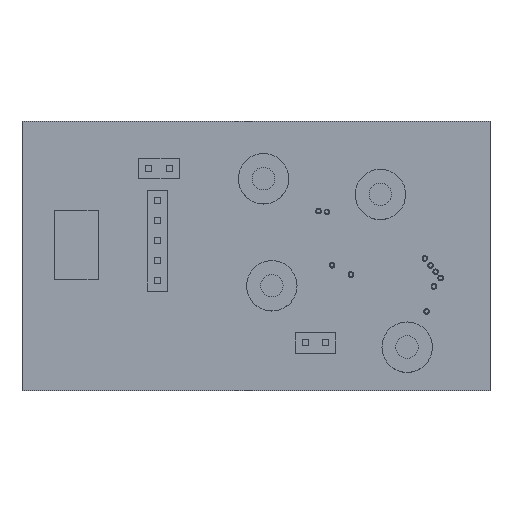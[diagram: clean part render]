
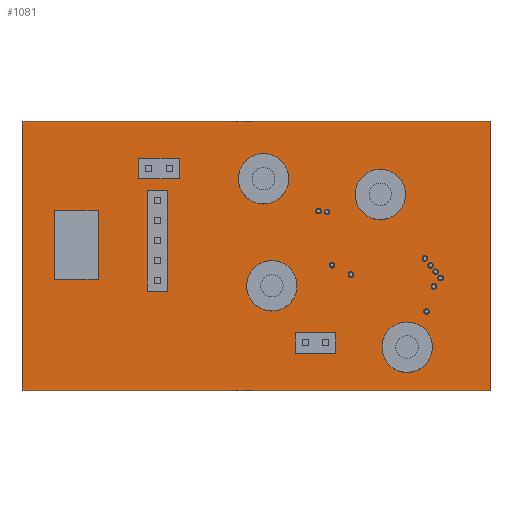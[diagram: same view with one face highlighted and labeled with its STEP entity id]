
A CAD part, top view. The second image highlights one B-rep face of the part: STEP entity #1081.
In plain terms, the highlighted planar face has unit normal (0, 0, 1).
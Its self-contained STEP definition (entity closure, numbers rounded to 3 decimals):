
#124 = VERTEX_POINT('',#125);
#125 = CARTESIAN_POINT('',(33.05,-18.,0.411));
#131 = EDGE_CURVE('',#124,#132,#134,.T.);
#132 = VERTEX_POINT('',#133);
#133 = CARTESIAN_POINT('',(33.05,15.95,0.411));
#134 = LINE('',#135,#136);
#135 = CARTESIAN_POINT('',(33.05,-18.,0.411));
#136 = VECTOR('',#137,1.);
#137 = DIRECTION('',(0.,1.,0.));
#162 = EDGE_CURVE('',#132,#163,#165,.T.);
#163 = VERTEX_POINT('',#164);
#164 = CARTESIAN_POINT('',(-25.95,15.95,0.411));
#165 = LINE('',#166,#167);
#166 = CARTESIAN_POINT('',(33.05,15.95,0.411));
#167 = VECTOR('',#168,1.);
#168 = DIRECTION('',(-1.,0.,0.));
#193 = EDGE_CURVE('',#163,#194,#196,.T.);
#194 = VERTEX_POINT('',#195);
#195 = CARTESIAN_POINT('',(-25.95,-18.,0.411));
#196 = LINE('',#197,#198);
#197 = CARTESIAN_POINT('',(-25.95,15.95,0.411));
#198 = VECTOR('',#199,1.);
#199 = DIRECTION('',(0.,-1.,0.));
#224 = EDGE_CURVE('',#194,#124,#225,.T.);
#225 = LINE('',#226,#227);
#226 = CARTESIAN_POINT('',(-25.95,-18.,0.411));
#227 = VECTOR('',#228,1.);
#228 = DIRECTION('',(1.,0.,0.));
#248 = VERTEX_POINT('',#249);
#249 = CARTESIAN_POINT('',(-8.45,-1.64,0.411));
#255 = EDGE_CURVE('',#248,#248,#256,.T.);
#256 = CIRCLE('',#257,0.45);
#257 = AXIS2_PLACEMENT_3D('',#258,#259,#260);
#258 = CARTESIAN_POINT('',(-8.9,-1.64,0.411));
#259 = DIRECTION('',(0.,0.,1.));
#260 = DIRECTION('',(1.,0.,0.));
#281 = VERTEX_POINT('',#282);
#282 = CARTESIAN_POINT('',(-8.45,0.9,0.411));
#288 = EDGE_CURVE('',#281,#281,#289,.T.);
#289 = CIRCLE('',#290,0.45);
#290 = AXIS2_PLACEMENT_3D('',#291,#292,#293);
#291 = CARTESIAN_POINT('',(-8.9,0.9,0.411));
#292 = DIRECTION('',(0.,0.,1.));
#293 = DIRECTION('',(1.,0.,0.));
#314 = VERTEX_POINT('',#315);
#315 = CARTESIAN_POINT('',(10.23,-12.,0.411));
#321 = EDGE_CURVE('',#314,#314,#322,.T.);
#322 = CIRCLE('',#323,0.45);
#323 = AXIS2_PLACEMENT_3D('',#324,#325,#326);
#324 = CARTESIAN_POINT('',(9.78,-12.,0.411));
#325 = DIRECTION('',(0.,0.,1.));
#326 = DIRECTION('',(1.,0.,0.));
#347 = VERTEX_POINT('',#348);
#348 = CARTESIAN_POINT('',(-8.45,-4.18,0.411));
#354 = EDGE_CURVE('',#347,#347,#355,.T.);
#355 = CIRCLE('',#356,0.45);
#356 = AXIS2_PLACEMENT_3D('',#357,#358,#359);
#357 = CARTESIAN_POINT('',(-8.9,-4.18,0.411));
#358 = DIRECTION('',(0.,0.,1.));
#359 = DIRECTION('',(1.,0.,0.));
#380 = VERTEX_POINT('',#381);
#381 = CARTESIAN_POINT('',(7.023,-4.795,0.411));
#387 = EDGE_CURVE('',#380,#380,#388,.T.);
#388 = CIRCLE('',#389,1.473);
#389 = AXIS2_PLACEMENT_3D('',#390,#391,#392);
#390 = CARTESIAN_POINT('',(5.55,-4.795,0.411));
#391 = DIRECTION('',(0.,0.,1.));
#392 = DIRECTION('',(1.,0.,0.));
#413 = VERTEX_POINT('',#414);
#414 = CARTESIAN_POINT('',(-8.45,3.44,0.411));
#420 = EDGE_CURVE('',#413,#413,#421,.T.);
#421 = CIRCLE('',#422,0.45);
#422 = AXIS2_PLACEMENT_3D('',#423,#424,#425);
#423 = CARTESIAN_POINT('',(-8.9,3.44,0.411));
#424 = DIRECTION('',(0.,0.,1.));
#425 = DIRECTION('',(1.,0.,0.));
#446 = VERTEX_POINT('',#447);
#447 = CARTESIAN_POINT('',(-9.5,10.,0.411));
#453 = EDGE_CURVE('',#446,#446,#454,.T.);
#454 = CIRCLE('',#455,0.45);
#455 = AXIS2_PLACEMENT_3D('',#456,#457,#458);
#456 = CARTESIAN_POINT('',(-9.95,10.,0.411));
#457 = DIRECTION('',(0.,0.,1.));
#458 = DIRECTION('',(1.,0.,0.));
#479 = VERTEX_POINT('',#480);
#480 = CARTESIAN_POINT('',(-8.45,5.98,0.411));
#486 = EDGE_CURVE('',#479,#479,#487,.T.);
#487 = CIRCLE('',#488,0.45);
#488 = AXIS2_PLACEMENT_3D('',#489,#490,#491);
#489 = CARTESIAN_POINT('',(-8.9,5.98,0.411));
#490 = DIRECTION('',(0.,0.,1.));
#491 = DIRECTION('',(1.,0.,0.));
#512 = VERTEX_POINT('',#513);
#513 = CARTESIAN_POINT('',(11.68,4.625,0.411));
#519 = EDGE_CURVE('',#512,#512,#520,.T.);
#520 = CIRCLE('',#521,0.255);
#521 = AXIS2_PLACEMENT_3D('',#522,#523,#524);
#522 = CARTESIAN_POINT('',(11.425,4.625,0.411));
#523 = DIRECTION('',(0.,0.,1.));
#524 = DIRECTION('',(1.,0.,0.));
#545 = VERTEX_POINT('',#546);
#546 = CARTESIAN_POINT('',(-6.96,10.,0.411));
#552 = EDGE_CURVE('',#545,#545,#553,.T.);
#553 = CIRCLE('',#554,0.45);
#554 = AXIS2_PLACEMENT_3D('',#555,#556,#557);
#555 = CARTESIAN_POINT('',(-7.41,10.,0.411));
#556 = DIRECTION('',(0.,0.,1.));
#557 = DIRECTION('',(1.,0.,0.));
#578 = VERTEX_POINT('',#579);
#579 = CARTESIAN_POINT('',(5.973,8.7,0.411));
#585 = EDGE_CURVE('',#578,#578,#586,.T.);
#586 = CIRCLE('',#587,1.473);
#587 = AXIS2_PLACEMENT_3D('',#588,#589,#590);
#588 = CARTESIAN_POINT('',(4.5,8.7,0.411));
#589 = DIRECTION('',(0.,0.,1.));
#590 = DIRECTION('',(1.,0.,0.));
#611 = VERTEX_POINT('',#612);
#612 = CARTESIAN_POINT('',(12.77,-12.,0.411));
#618 = EDGE_CURVE('',#611,#611,#619,.T.);
#619 = CIRCLE('',#620,0.45);
#620 = AXIS2_PLACEMENT_3D('',#621,#622,#623);
#621 = CARTESIAN_POINT('',(12.32,-12.,0.411));
#622 = DIRECTION('',(0.,0.,1.));
#623 = DIRECTION('',(1.,0.,0.));
#644 = VERTEX_POINT('',#645);
#645 = CARTESIAN_POINT('',(15.779,-3.375,0.411));
#651 = EDGE_CURVE('',#644,#644,#652,.T.);
#652 = CIRCLE('',#653,0.255);
#653 = AXIS2_PLACEMENT_3D('',#654,#655,#656);
#654 = CARTESIAN_POINT('',(15.524,-3.375,0.411));
#655 = DIRECTION('',(0.,0.,1.));
#656 = DIRECTION('',(1.,0.,0.));
#677 = VERTEX_POINT('',#678);
#678 = CARTESIAN_POINT('',(24.073,-12.525,0.411));
#684 = EDGE_CURVE('',#677,#677,#685,.T.);
#685 = CIRCLE('',#686,1.473);
#686 = AXIS2_PLACEMENT_3D('',#687,#688,#689);
#687 = CARTESIAN_POINT('',(22.6,-12.525,0.411));
#688 = DIRECTION('',(0.,0.,1.));
#689 = DIRECTION('',(1.,0.,0.));
#710 = VERTEX_POINT('',#711);
#711 = CARTESIAN_POINT('',(25.318,-8.007,0.411));
#717 = EDGE_CURVE('',#710,#710,#718,.T.);
#718 = CIRCLE('',#719,0.255);
#719 = AXIS2_PLACEMENT_3D('',#720,#721,#722);
#720 = CARTESIAN_POINT('',(25.063,-8.007,0.411));
#721 = DIRECTION('',(0.,0.,1.));
#722 = DIRECTION('',(1.,0.,0.));
#743 = VERTEX_POINT('',#744);
#744 = CARTESIAN_POINT('',(26.23,-4.875,0.411));
#750 = EDGE_CURVE('',#743,#743,#751,.T.);
#751 = CIRCLE('',#752,0.255);
#752 = AXIS2_PLACEMENT_3D('',#753,#754,#755);
#753 = CARTESIAN_POINT('',(25.975,-4.875,0.411));
#754 = DIRECTION('',(0.,0.,1.));
#755 = DIRECTION('',(1.,0.,0.));
#776 = VERTEX_POINT('',#777);
#777 = CARTESIAN_POINT('',(27.08,-3.816,0.411));
#783 = EDGE_CURVE('',#776,#776,#784,.T.);
#784 = CIRCLE('',#785,0.255);
#785 = AXIS2_PLACEMENT_3D('',#786,#787,#788);
#786 = CARTESIAN_POINT('',(26.825,-3.816,0.411));
#787 = DIRECTION('',(0.,0.,1.));
#788 = DIRECTION('',(1.,0.,0.));
#809 = VERTEX_POINT('',#810);
#810 = CARTESIAN_POINT('',(13.405,-2.2,0.411));
#816 = EDGE_CURVE('',#809,#809,#817,.T.);
#817 = CIRCLE('',#818,0.255);
#818 = AXIS2_PLACEMENT_3D('',#819,#820,#821);
#819 = CARTESIAN_POINT('',(13.15,-2.2,0.411));
#820 = DIRECTION('',(0.,0.,1.));
#821 = DIRECTION('',(1.,0.,0.));
#842 = VERTEX_POINT('',#843);
#843 = CARTESIAN_POINT('',(12.73,4.525,0.411));
#849 = EDGE_CURVE('',#842,#842,#850,.T.);
#850 = CIRCLE('',#851,0.255);
#851 = AXIS2_PLACEMENT_3D('',#852,#853,#854);
#852 = CARTESIAN_POINT('',(12.475,4.525,0.411));
#853 = DIRECTION('',(0.,0.,1.));
#854 = DIRECTION('',(1.,0.,0.));
#875 = VERTEX_POINT('',#876);
#876 = CARTESIAN_POINT('',(20.698,6.725,0.411));
#882 = EDGE_CURVE('',#875,#875,#883,.T.);
#883 = CIRCLE('',#884,1.473);
#884 = AXIS2_PLACEMENT_3D('',#885,#886,#887);
#885 = CARTESIAN_POINT('',(19.225,6.725,0.411));
#886 = DIRECTION('',(0.,0.,1.));
#887 = DIRECTION('',(1.,0.,0.));
#908 = VERTEX_POINT('',#909);
#909 = CARTESIAN_POINT('',(26.455,-3.025,0.411));
#915 = EDGE_CURVE('',#908,#908,#916,.T.);
#916 = CIRCLE('',#917,0.255);
#917 = AXIS2_PLACEMENT_3D('',#918,#919,#920);
#918 = CARTESIAN_POINT('',(26.2,-3.025,0.411));
#919 = DIRECTION('',(0.,0.,1.));
#920 = DIRECTION('',(1.,0.,0.));
#941 = VERTEX_POINT('',#942);
#942 = CARTESIAN_POINT('',(25.105,-1.336,0.411));
#948 = EDGE_CURVE('',#941,#941,#949,.T.);
#949 = CIRCLE('',#950,0.255);
#950 = AXIS2_PLACEMENT_3D('',#951,#952,#953);
#951 = CARTESIAN_POINT('',(24.85,-1.336,0.411));
#952 = DIRECTION('',(0.,0.,1.));
#953 = DIRECTION('',(1.,0.,0.));
#974 = VERTEX_POINT('',#975);
#975 = CARTESIAN_POINT('',(25.805,-2.225,0.411));
#981 = EDGE_CURVE('',#974,#974,#982,.T.);
#982 = CIRCLE('',#983,0.255);
#983 = AXIS2_PLACEMENT_3D('',#984,#985,#986);
#984 = CARTESIAN_POINT('',(25.55,-2.225,0.411));
#985 = DIRECTION('',(0.,0.,1.));
#986 = DIRECTION('',(1.,0.,0.));
#1081 = ADVANCED_FACE('',(#1082,#1088,#1091,#1094,#1097,#1100,#1103,
    #1106,#1109,#1112,#1115,#1118,#1121,#1124,#1127,#1130,#1133,#1136,
    #1139,#1142,#1145,#1148,#1151,#1154),#1157,.F.);
#1082 = FACE_BOUND('',#1083,.T.);
#1083 = EDGE_LOOP('',(#1084,#1085,#1086,#1087));
#1084 = ORIENTED_EDGE('',*,*,#131,.T.);
#1085 = ORIENTED_EDGE('',*,*,#162,.T.);
#1086 = ORIENTED_EDGE('',*,*,#193,.T.);
#1087 = ORIENTED_EDGE('',*,*,#224,.T.);
#1088 = FACE_BOUND('',#1089,.F.);
#1089 = EDGE_LOOP('',(#1090));
#1090 = ORIENTED_EDGE('',*,*,#255,.T.);
#1091 = FACE_BOUND('',#1092,.F.);
#1092 = EDGE_LOOP('',(#1093));
#1093 = ORIENTED_EDGE('',*,*,#288,.T.);
#1094 = FACE_BOUND('',#1095,.F.);
#1095 = EDGE_LOOP('',(#1096));
#1096 = ORIENTED_EDGE('',*,*,#321,.T.);
#1097 = FACE_BOUND('',#1098,.F.);
#1098 = EDGE_LOOP('',(#1099));
#1099 = ORIENTED_EDGE('',*,*,#354,.T.);
#1100 = FACE_BOUND('',#1101,.F.);
#1101 = EDGE_LOOP('',(#1102));
#1102 = ORIENTED_EDGE('',*,*,#387,.T.);
#1103 = FACE_BOUND('',#1104,.F.);
#1104 = EDGE_LOOP('',(#1105));
#1105 = ORIENTED_EDGE('',*,*,#420,.T.);
#1106 = FACE_BOUND('',#1107,.F.);
#1107 = EDGE_LOOP('',(#1108));
#1108 = ORIENTED_EDGE('',*,*,#453,.T.);
#1109 = FACE_BOUND('',#1110,.F.);
#1110 = EDGE_LOOP('',(#1111));
#1111 = ORIENTED_EDGE('',*,*,#486,.T.);
#1112 = FACE_BOUND('',#1113,.F.);
#1113 = EDGE_LOOP('',(#1114));
#1114 = ORIENTED_EDGE('',*,*,#519,.T.);
#1115 = FACE_BOUND('',#1116,.F.);
#1116 = EDGE_LOOP('',(#1117));
#1117 = ORIENTED_EDGE('',*,*,#552,.T.);
#1118 = FACE_BOUND('',#1119,.F.);
#1119 = EDGE_LOOP('',(#1120));
#1120 = ORIENTED_EDGE('',*,*,#585,.T.);
#1121 = FACE_BOUND('',#1122,.F.);
#1122 = EDGE_LOOP('',(#1123));
#1123 = ORIENTED_EDGE('',*,*,#618,.T.);
#1124 = FACE_BOUND('',#1125,.F.);
#1125 = EDGE_LOOP('',(#1126));
#1126 = ORIENTED_EDGE('',*,*,#651,.T.);
#1127 = FACE_BOUND('',#1128,.F.);
#1128 = EDGE_LOOP('',(#1129));
#1129 = ORIENTED_EDGE('',*,*,#684,.T.);
#1130 = FACE_BOUND('',#1131,.F.);
#1131 = EDGE_LOOP('',(#1132));
#1132 = ORIENTED_EDGE('',*,*,#717,.T.);
#1133 = FACE_BOUND('',#1134,.F.);
#1134 = EDGE_LOOP('',(#1135));
#1135 = ORIENTED_EDGE('',*,*,#750,.T.);
#1136 = FACE_BOUND('',#1137,.F.);
#1137 = EDGE_LOOP('',(#1138));
#1138 = ORIENTED_EDGE('',*,*,#783,.T.);
#1139 = FACE_BOUND('',#1140,.F.);
#1140 = EDGE_LOOP('',(#1141));
#1141 = ORIENTED_EDGE('',*,*,#816,.T.);
#1142 = FACE_BOUND('',#1143,.F.);
#1143 = EDGE_LOOP('',(#1144));
#1144 = ORIENTED_EDGE('',*,*,#849,.T.);
#1145 = FACE_BOUND('',#1146,.F.);
#1146 = EDGE_LOOP('',(#1147));
#1147 = ORIENTED_EDGE('',*,*,#882,.T.);
#1148 = FACE_BOUND('',#1149,.F.);
#1149 = EDGE_LOOP('',(#1150));
#1150 = ORIENTED_EDGE('',*,*,#915,.T.);
#1151 = FACE_BOUND('',#1152,.F.);
#1152 = EDGE_LOOP('',(#1153));
#1153 = ORIENTED_EDGE('',*,*,#948,.T.);
#1154 = FACE_BOUND('',#1155,.F.);
#1155 = EDGE_LOOP('',(#1156));
#1156 = ORIENTED_EDGE('',*,*,#981,.T.);
#1157 = PLANE('',#1158);
#1158 = AXIS2_PLACEMENT_3D('',#1159,#1160,#1161);
#1159 = CARTESIAN_POINT('',(33.05,-18.,0.411));
#1160 = DIRECTION('',(0.,0.,-1.));
#1161 = DIRECTION('',(-1.,0.,0.));
